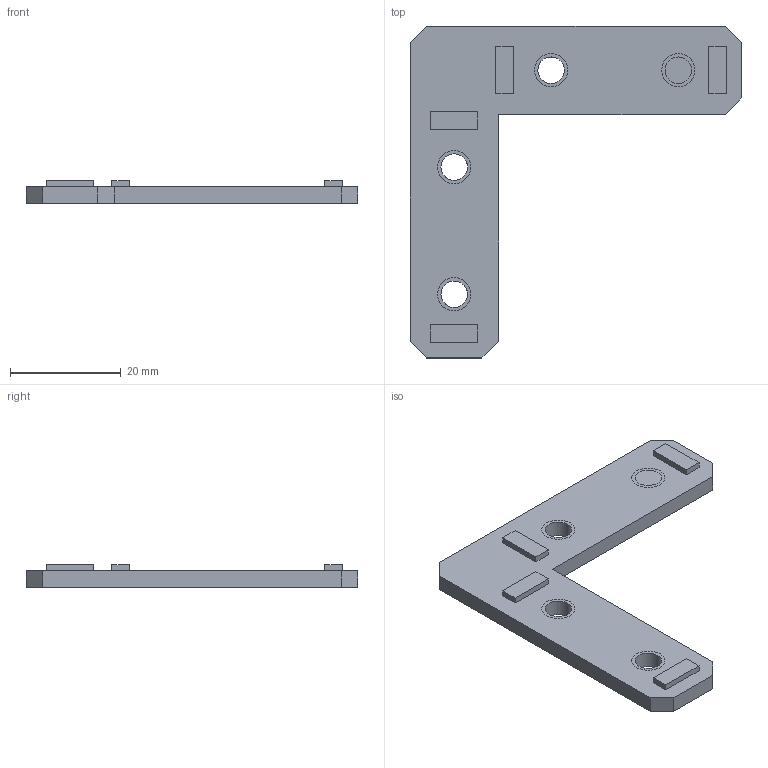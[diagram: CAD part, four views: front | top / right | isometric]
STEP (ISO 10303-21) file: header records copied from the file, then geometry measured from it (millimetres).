
FILE_DESCRIPTION (( 'STEP AP203' ), '1' );
FILE_NAME ('282100003_c_1.STEP', '2022-12-02T04:15:41', ( '' ), ( '' ), 'SwSTEP 2.0', 'SolidWorks 2014', '' );
FILE_SCHEMA (( 'CONFIG_CONTROL_DESIGN' ));
Length unit declared in the file: millimetre
Products named in the file (1): 282100003_c_1
Bounding box: 60 x 60 x 4.1 mm (x, y, z)
Surface area: 4532.1 mm2 (no closed solid volume)
Topology: 0 solids, 5 shells, 75 faces, 185 edges, 126 vertices
Faces by surface type: plane 59, cylinder 16
Entity records: 2576 total; most frequent: CARTESIAN_POINT 683, DIRECTION 361, ORIENTED_EDGE 358, EDGE_CURVE 185, LINE 145, VECTOR 145, VERTEX_POINT 126, AXIS2_PLACEMENT_3D 108
